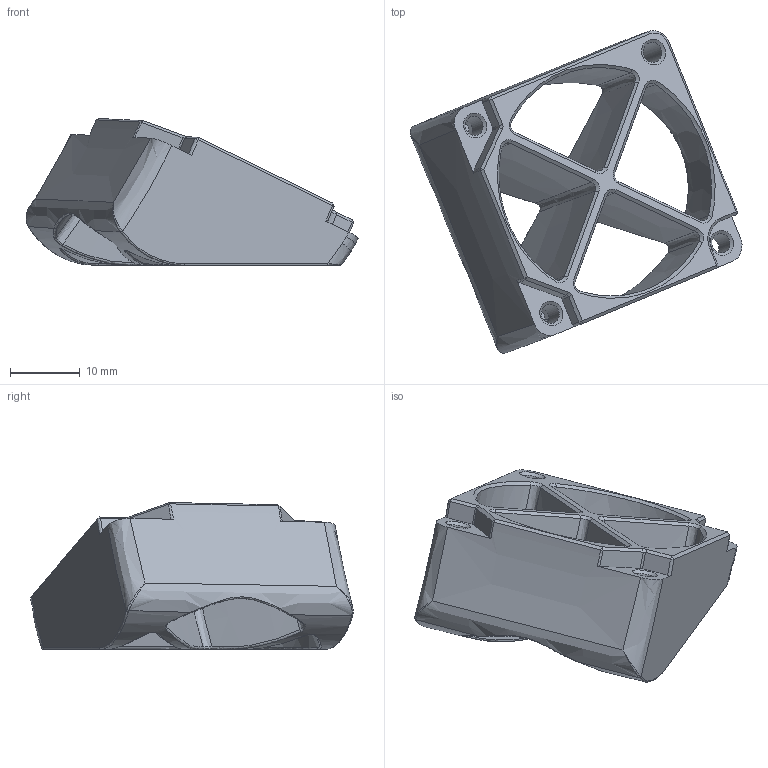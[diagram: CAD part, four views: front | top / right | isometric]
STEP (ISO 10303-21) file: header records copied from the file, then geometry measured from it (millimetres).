
FILE_DESCRIPTION(/* description */ (''),/* implementation_level */ '2;1');
FILE_NAME(/* name */ 'atrocity_duct_alternative v8.step',/* time_stamp */ '2024-10-04T22:41:04-06:00',/* author */ (''),/* organization */ (''),/* preprocessor_version */ 'ST-DEVELOPER v20',/* originating_system */ 'Autodesk Translation Framework v13.20.0.188',/* authorisation */ '');
FILE_SCHEMA (('AUTOMOTIVE_DESIGN { 1 0 10303 214 3 1 1 }'));
Length unit declared in the file: millimetre
Products named in the file (1): atrocity duct alternative
Bounding box: 47.46 x 46.12 x 21 mm (x, y, z)
Volume: 6273.7 mm3; surface area: 6057.4 mm2
Topology: 1 solids, 1 shells, 186 faces, 450 edges, 258 vertices
Faces by surface type: bspline 104, plane 40, cylinder 30, cone 12
Full cylindrical faces by diameter (mm): 2.8 x3, 2.9 x1
Entity records: 10489 total; most frequent: CARTESIAN_POINT 6742, ORIENTED_EDGE 886, DIRECTION 547, EDGE_CURVE 443, VERTEX_POINT 258, EDGE_LOOP 197, AXIS2_PLACEMENT_3D 187, FACE_OUTER_BOUND 186
